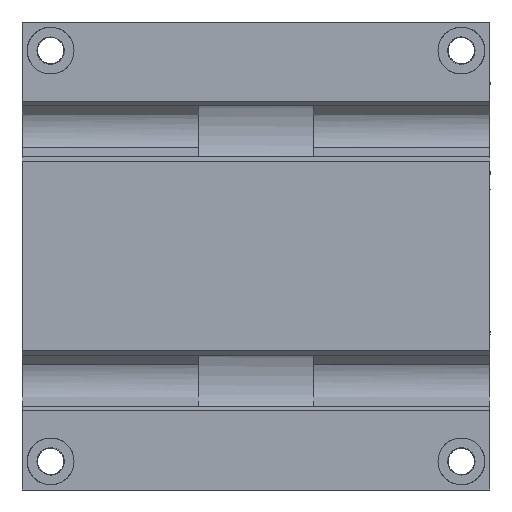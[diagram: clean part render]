
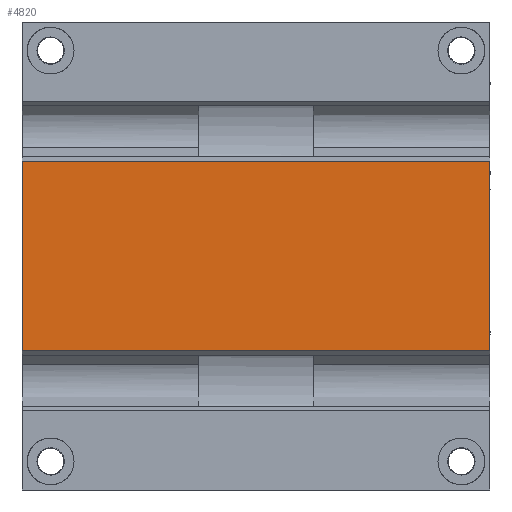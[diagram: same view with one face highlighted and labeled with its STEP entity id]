
A CAD part, front view. The second image highlights one B-rep face of the part: STEP entity #4820.
In plain terms, the highlighted free-form (B-spline) face has degree [1, 1] with [2, 2] control points.
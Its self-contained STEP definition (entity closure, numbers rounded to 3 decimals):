
#4470 = CARTESIAN_POINT ('', (0., 0., 36.451));
#4480 = VERTEX_POINT ('', #4470);
#4490 = CARTESIAN_POINT ('', (0., 0., -36.451));
#4500 = VERTEX_POINT ('', #4490);
#4510 = CARTESIAN_POINT ('', (0., 0., 36.451));
#4520 = CARTESIAN_POINT ('', (0., 0., -36.451));
#4530 = B_SPLINE_CURVE_WITH_KNOTS ('', 1, (#4510, #4520), .UNSPECIFIED., .F., .U., (2, 2), (0., 1.), .UNSPECIFIED.);
#4540 = EDGE_CURVE ('', #4480, #4500, #4530, .T.);
#4550 = ORIENTED_EDGE ('', *, *, #4540, .T.);
#4560 = CARTESIAN_POINT ('', (180., 0., -36.451));
#4570 = VERTEX_POINT ('', #4560);
#4580 = CARTESIAN_POINT ('', (0., 0., -36.451));
#4590 = CARTESIAN_POINT ('', (180., 0., -36.451));
#4600 = B_SPLINE_CURVE_WITH_KNOTS ('', 1, (#4580, #4590), .UNSPECIFIED., .F., .U., (2, 2), (0., 1.), .UNSPECIFIED.);
#4610 = EDGE_CURVE ('', #4500, #4570, #4600, .T.);
#4620 = ORIENTED_EDGE ('', *, *, #4610, .T.);
#4630 = CARTESIAN_POINT ('', (180., 0., 36.451));
#4640 = VERTEX_POINT ('', #4630);
#4650 = CARTESIAN_POINT ('', (180., 0., -36.451));
#4660 = CARTESIAN_POINT ('', (180., 0., 36.451));
#4670 = B_SPLINE_CURVE_WITH_KNOTS ('', 1, (#4650, #4660), .UNSPECIFIED., .F., .U., (2, 2), (0., 1.), .UNSPECIFIED.);
#4680 = EDGE_CURVE ('', #4570, #4640, #4670, .T.);
#4690 = ORIENTED_EDGE ('', *, *, #4680, .T.);
#4700 = CARTESIAN_POINT ('', (180., 0., 36.451));
#4710 = CARTESIAN_POINT ('', (0., 0., 36.451));
#4720 = B_SPLINE_CURVE_WITH_KNOTS ('', 1, (#4700, #4710), .UNSPECIFIED., .F., .U., (2, 2), (0., 1.), .UNSPECIFIED.);
#4730 = EDGE_CURVE ('', #4640, #4480, #4720, .T.);
#4740 = ORIENTED_EDGE ('', *, *, #4730, .T.);
#4750 = EDGE_LOOP ('', (#4550, #4620, #4690, #4740));
#4760 = FACE_OUTER_BOUND ('', #4750, .T.);
#4770 = CARTESIAN_POINT ('', (0., 0., 36.451));
#4780 = CARTESIAN_POINT ('', (180., 0., 36.451));
#4790 = CARTESIAN_POINT ('', (0., 0., -36.451));
#4800 = CARTESIAN_POINT ('', (180., 0., -36.451));
#4810 = B_SPLINE_SURFACE_WITH_KNOTS ('', 1, 1, ((#4770, #4780), (#4790, #4800)), .UNSPECIFIED., .F., .F., .U., (2, 2), (2, 2), (0., 1.), (0., 1.), .UNSPECIFIED.);
#4820 = ADVANCED_FACE ('', (#4760), #4810, .T.);
